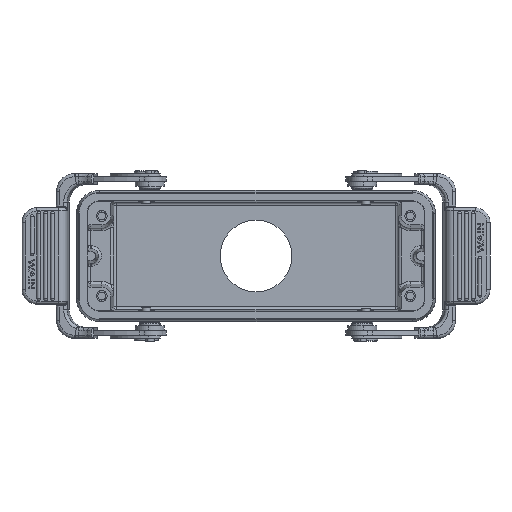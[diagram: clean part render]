
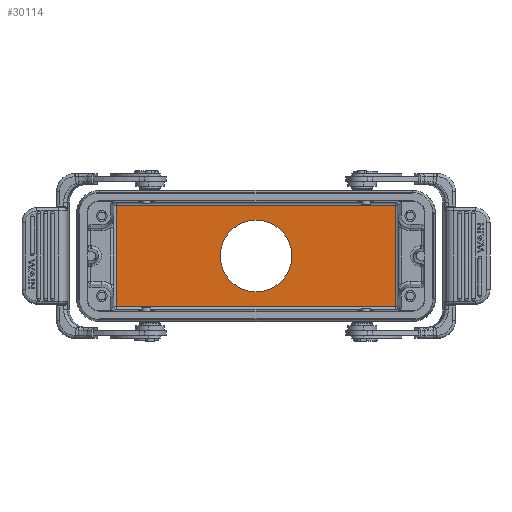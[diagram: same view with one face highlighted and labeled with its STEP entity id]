
A CAD part, front view. The second image highlights one B-rep face of the part: STEP entity #30114.
In plain terms, the highlighted planar face has unit normal (0, -1, 0).
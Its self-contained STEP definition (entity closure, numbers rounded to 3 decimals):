
#3340=DIRECTION('',(0.,0.,1.));
#3341=VECTOR('',#3340,34.27);
#3342=CARTESIAN_POINT('',(47.,52.,-17.135));
#3343=LINE('',#3342,#3341);
#3363=DIRECTION('',(-1.,0.,0.));
#3364=VECTOR('',#3363,94.);
#3365=CARTESIAN_POINT('',(47.,52.,17.135));
#3366=LINE('',#3365,#3364);
#3382=DIRECTION('',(0.,0.,-1.));
#3383=VECTOR('',#3382,34.27);
#3384=CARTESIAN_POINT('',(-47.,52.,17.135));
#3385=LINE('',#3384,#3383);
#3390=CARTESIAN_POINT('',(0.002,52.,0.004));
#3391=DIRECTION('',(0.,-1.,0.));
#3392=DIRECTION('',(1.,0.,0.));
#3393=AXIS2_PLACEMENT_3D('',#3390,#3391,#3392);
#3395=CARTESIAN_POINT('',(0.002,52.,
-0.004));
#3396=DIRECTION('',(0.,-1.,0.));
#3397=DIRECTION('',(-1.,0.,0.));
#3398=AXIS2_PLACEMENT_3D('',#3395,#3396,#3397);
#3400=DIRECTION('',(1.,0.,0.));
#3401=VECTOR('',#3400,94.);
#3402=CARTESIAN_POINT('',(-47.,52.,-17.135));
#3403=LINE('',#3402,#3401);
#23650=CARTESIAN_POINT('',(-47.,52.,17.135));
#23651=VERTEX_POINT('',#23650);
#23652=CARTESIAN_POINT('',(-47.,52.,-17.135));
#23653=VERTEX_POINT('',#23652);
#23656=CARTESIAN_POINT('',(47.,52.,17.135));
#23657=VERTEX_POINT('',#23656);
#23658=CARTESIAN_POINT('',(47.,52.,-17.135));
#23659=VERTEX_POINT('',#23658);
#23660=CARTESIAN_POINT('',(12.077,52.,0.));
#23661=CARTESIAN_POINT('',(-12.073,52.,0.));
#23662=VERTEX_POINT('',#23660);
#23663=VERTEX_POINT('',#23661);
#30096=CARTESIAN_POINT('',(57.,52.,-18.5));
#30097=DIRECTION('',(0.,1.,0.));
#30098=DIRECTION('',(1.,0.,0.));
#30099=AXIS2_PLACEMENT_3D('',#30096,#30097,#30098);
#30100=PLANE('',#30099);
#30101=ORIENTED_EDGE('',*,*,#30087,.F.);
#30102=ORIENTED_EDGE('',*,*,#30063,.F.);
#30103=ORIENTED_EDGE('',*,*,#30036,.F.);
#30105=ORIENTED_EDGE('',*,*,#30104,.F.);
#30106=EDGE_LOOP('',(#30101,#30102,#30103,#30105));
#30107=FACE_OUTER_BOUND('',#30106,.F.);
#30109=ORIENTED_EDGE('',*,*,#30108,.T.);
#30111=ORIENTED_EDGE('',*,*,#30110,.T.);
#30112=EDGE_LOOP('',(#30109,#30111));
#30113=FACE_BOUND('',#30112,.F.);
#30114=ADVANCED_FACE('',(#30107,#30113),#30100,.F.);
#3394=CIRCLE('',#3393,12.075);
#3399=CIRCLE('',#3398,12.075);
#30036=EDGE_CURVE('',#23659,#23657,#3343,.T.);
#30063=EDGE_CURVE('',#23657,#23651,#3366,.T.);
#30087=EDGE_CURVE('',#23651,#23653,#3385,.T.);
#30104=EDGE_CURVE('',#23653,#23659,#3403,.T.);
#30108=EDGE_CURVE('',#23662,#23663,#3394,.T.);
#30110=EDGE_CURVE('',#23663,#23662,#3399,.T.);
